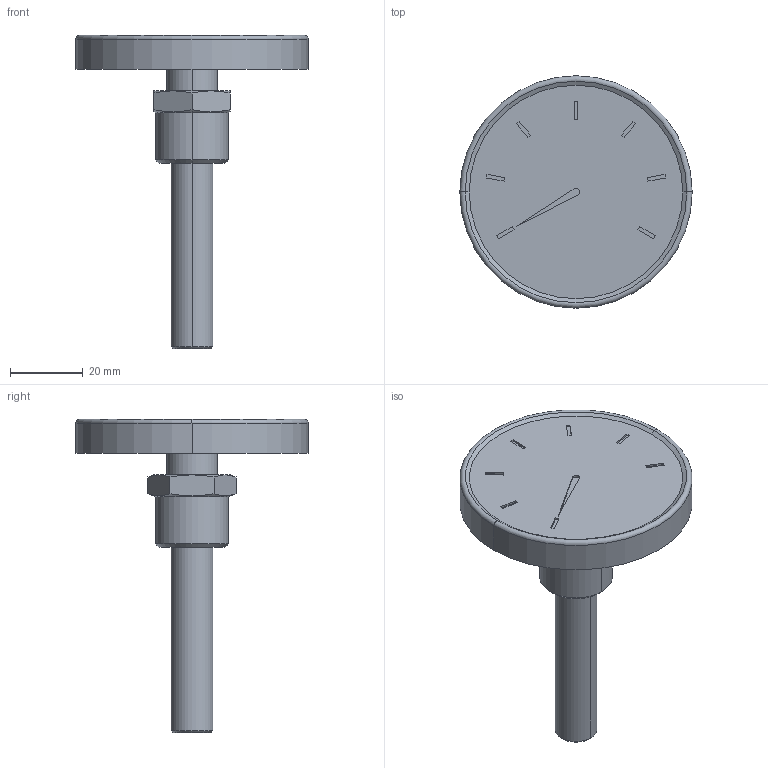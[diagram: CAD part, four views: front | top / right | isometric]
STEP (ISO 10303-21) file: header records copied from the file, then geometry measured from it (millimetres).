
FILE_DESCRIPTION (( 'STEP AP214' ), '1' );
FILE_NAME ('ETR Teplomer topen. pr63, L65.STEP', '2013-02-19T14:18:27', ( 'Uzivatel' ), ( '' ), 'SwSTEP 2.0', 'SolidWorks 2012', '' );
FILE_SCHEMA (( 'AUTOMOTIVE_DESIGN' ));
Length unit declared in the file: millimetre
Products named in the file (1): ETR Teplomer topen. pr63, L65
Bounding box: 64 x 64 x 86.27 mm (x, y, z)
Volume: 40415.5 mm3; surface area: 12411 mm2
Topology: 2 solids, 2 shells, 77 faces, 170 edges, 107 vertices
Faces by surface type: plane 50, cone 15, cylinder 10, torus 2
Entity records: 2228 total; most frequent: CARTESIAN_POINT 465, DIRECTION 345, ORIENTED_EDGE 340, EDGE_CURVE 170, VECTOR 115, LINE 115, AXIS2_PLACEMENT_3D 115, VERTEX_POINT 107
